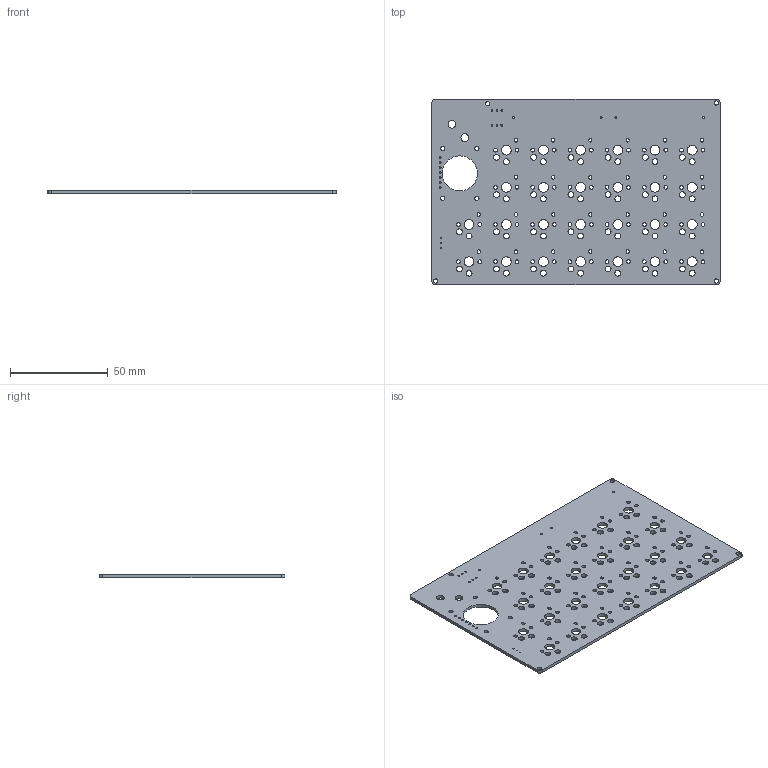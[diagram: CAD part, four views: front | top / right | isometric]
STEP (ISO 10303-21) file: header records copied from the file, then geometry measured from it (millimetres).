
FILE_DESCRIPTION(('KiCad electronic assembly'),'2;1');
FILE_NAME('assemble.step','2025-12-02T10:23:54',('Pcbnew'),('Kicad'), 'Open CASCADE STEP processor 7.9','KiCad to STEP converter','Unknown' );
FILE_SCHEMA(('AUTOMOTIVE_DESIGN { 1 0 10303 214 1 1 1 1 }'));
Length unit declared in the file: millimetre
Products named in the file (2): assemble 1; SylvaTwin_Right_PCB
Assembly tree (1 placements, depth 2):
  assemble 1
    SylvaTwin_Right_PCB
Bounding box: 147.64 x 95.25 x 1.6 mm (x, y, z)
Volume: 20230.1 mm3; surface area: 28545.3 mm2
Topology: 1 solids, 1 shells, 284 faces, 846 edges, 564 vertices
Faces by surface type: cylinder 220, plane 64
Full cylindrical faces by diameter (mm): 1 x17, 1.9 x52, 2.2 x8, 3 x52, 4 x2, 5 x26, 18 x1
Entity records: 10555 total; most frequent: DIRECTION 1858, CARTESIAN_POINT 1696, ORIENTED_EDGE 1692, EDGE_CURVE 846, AXIS2_PLACEMENT_3D 726, FACE_BOUND 658, EDGE_LOOP 658, VERTEX_POINT 564
